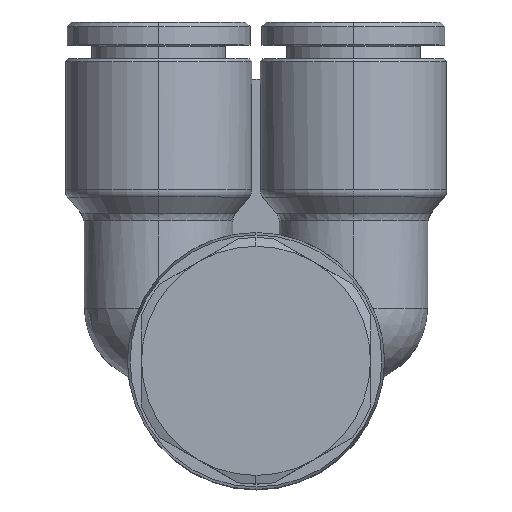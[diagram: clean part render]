
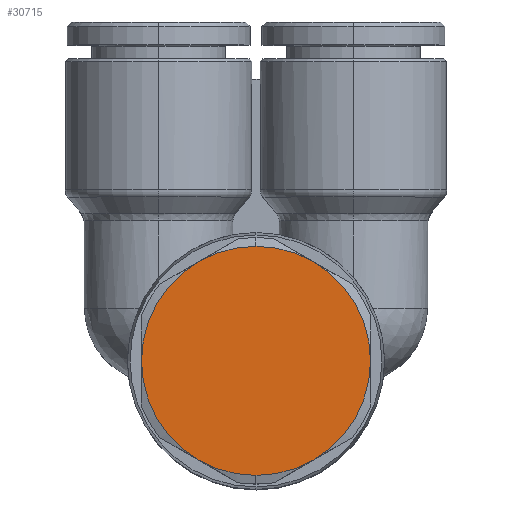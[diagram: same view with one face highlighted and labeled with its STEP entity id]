
A CAD part, top view. The second image highlights one B-rep face of the part: STEP entity #30715.
In plain terms, the highlighted planar face has unit normal (0, 0, 1).
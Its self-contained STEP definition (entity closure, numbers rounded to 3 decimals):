
#2032=CARTESIAN_POINT('',(15.6,8.5,14.5));
#2033=VERTEX_POINT('',#2032);
#2042=CARTESIAN_POINT('',(14.26,3.5,14.5));
#2043=VERTEX_POINT('',#2042);
#2044=CARTESIAN_POINT('',(5.6,8.5,14.5));
#2045=DIRECTION('',(0.0,0.0,1.0));
#2046=DIRECTION('',(-1.0,0.0,0.0));
#2047=AXIS2_PLACEMENT_3D('',#2044,#2045,#2046);
#2048=CIRCLE('',#2047,10.);
#2049=EDGE_CURVE('',#2043,#2033,#2048,.T.);
#2083=CARTESIAN_POINT('',(-4.4,8.5,14.5));
#2084=VERTEX_POINT('',#2083);
#2100=CARTESIAN_POINT('',(-3.06,3.5,14.5));
#2101=VERTEX_POINT('',#2100);
#2115=CARTESIAN_POINT('',(5.6,8.5,14.5));
#2116=DIRECTION('',(0.0,0.0,1.0));
#2117=DIRECTION('',(-1.0,0.0,0.0));
#2118=AXIS2_PLACEMENT_3D('',#2115,#2116,#2117);
#2119=CIRCLE('',#2118,10.);
#2120=EDGE_CURVE('',#2084,#2101,#2119,.T.);
#30278=CARTESIAN_POINT('',(14.26,13.5,14.5));
#30279=VERTEX_POINT('',#30278);
#30352=CARTESIAN_POINT('',(5.6,-1.5,14.5));
#30353=VERTEX_POINT('',#30352);
#30396=CARTESIAN_POINT('',(-3.06,13.5,14.5));
#30397=VERTEX_POINT('',#30396);
#30398=CARTESIAN_POINT('',(5.6,8.5,14.5));
#30399=DIRECTION('',(0.0,0.0,1.0));
#30400=DIRECTION('',(-1.0,0.0,0.0));
#30401=AXIS2_PLACEMENT_3D('',#30398,#30399,#30400);
#30402=CIRCLE('',#30401,10.);
#30403=EDGE_CURVE('',#30397,#2084,#30402,.T.);
#30471=CARTESIAN_POINT('',(5.6,18.5,14.5));
#30472=VERTEX_POINT('',#30471);
#30473=CARTESIAN_POINT('',(5.6,8.5,14.5));
#30474=DIRECTION('',(0.0,0.0,1.0));
#30475=DIRECTION('',(-1.0,0.0,0.0));
#30476=AXIS2_PLACEMENT_3D('',#30473,#30474,#30475);
#30477=CIRCLE('',#30476,10.);
#30478=EDGE_CURVE('',#30472,#30397,#30477,.T.);
#30515=CARTESIAN_POINT('',(5.6,8.5,14.5));
#30516=DIRECTION('',(0.0,0.0,1.0));
#30517=DIRECTION('',(-1.0,0.0,0.0));
#30518=AXIS2_PLACEMENT_3D('',#30515,#30516,#30517);
#30519=CIRCLE('',#30518,10.);
#30520=EDGE_CURVE('',#30279,#30472,#30519,.T.);
#30534=CARTESIAN_POINT('',(5.6,8.5,14.5));
#30535=DIRECTION('',(0.0,0.0,1.0));
#30536=DIRECTION('',(-1.0,0.0,0.0));
#30537=AXIS2_PLACEMENT_3D('',#30534,#30535,#30536);
#30538=CIRCLE('',#30537,10.);
#30539=EDGE_CURVE('',#2033,#30279,#30538,.T.);
#30551=CARTESIAN_POINT('',(5.6,8.5,14.5));
#30552=DIRECTION('',(0.0,0.0,1.0));
#30553=DIRECTION('',(-1.0,0.0,0.0));
#30554=AXIS2_PLACEMENT_3D('',#30551,#30552,#30553);
#30555=CIRCLE('',#30554,10.);
#30556=EDGE_CURVE('',#30353,#2043,#30555,.T.);
#30569=CARTESIAN_POINT('',(5.6,8.5,14.5));
#30570=DIRECTION('',(0.0,0.0,1.0));
#30571=DIRECTION('',(-1.0,0.0,0.0));
#30572=AXIS2_PLACEMENT_3D('',#30569,#30570,#30571);
#30573=CIRCLE('',#30572,10.);
#30574=EDGE_CURVE('',#2101,#30353,#30573,.T.);
#30700=CARTESIAN_POINT('',(1.05,8.5,14.5));
#30701=DIRECTION('',(0.0,0.0,1.0));
#30702=DIRECTION('',(-1.0,0.0,0.0));
#30703=AXIS2_PLACEMENT_3D('',#30700,#30701,#30702);
#30704=PLANE('',#30703);
#30705=ORIENTED_EDGE('',*,*,#30574,.T.);
#30706=ORIENTED_EDGE('',*,*,#30556,.T.);
#30707=ORIENTED_EDGE('',*,*,#2049,.T.);
#30708=ORIENTED_EDGE('',*,*,#30539,.T.);
#30709=ORIENTED_EDGE('',*,*,#30520,.T.);
#30710=ORIENTED_EDGE('',*,*,#30478,.T.);
#30711=ORIENTED_EDGE('',*,*,#30403,.T.);
#30712=ORIENTED_EDGE('',*,*,#2120,.T.);
#30713=EDGE_LOOP('',(#30705,#30706,#30707,#30708,#30709,#30710,#30711,#30712));
#30714=FACE_OUTER_BOUND('',#30713,.T.);
#30715=ADVANCED_FACE('',(#30714),#30704,.T.);
